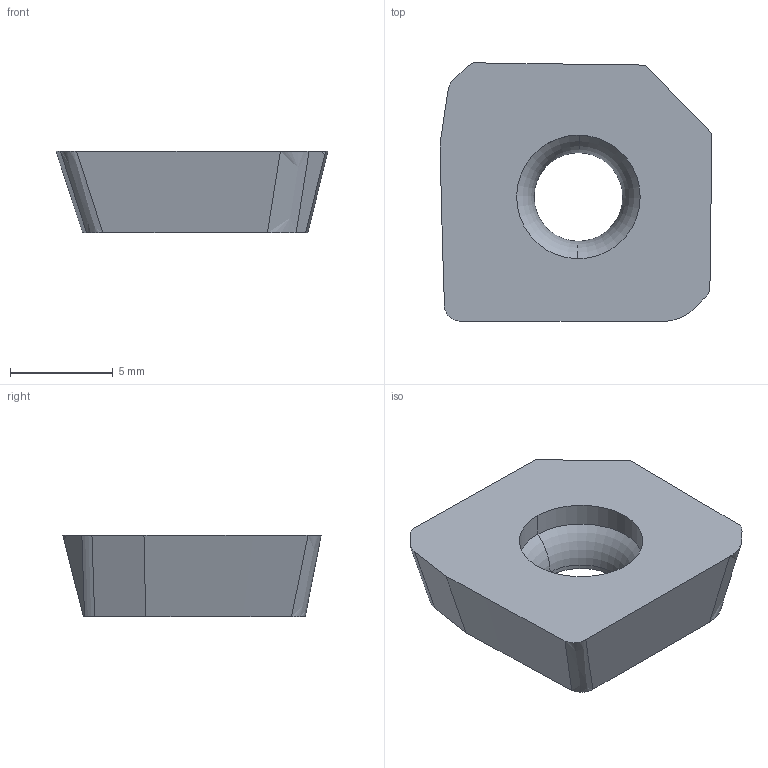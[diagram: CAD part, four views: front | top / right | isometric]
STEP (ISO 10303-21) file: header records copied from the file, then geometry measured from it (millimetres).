
FILE_DESCRIPTION(/* description */ (''),/* implementation_level */ '2;1');
FILE_NAME(/* name */ 'WOEW12T308PETR8C.stp',/* time_stamp */ '2021-09-07T08:28:36+09:00',/* author */ (''),/* organization */ (''),/* preprocessor_version */ 'ST-DEVELOPER v16',/* originating_system */ 'SIEMENS PLM Software NX 10.0',/* authorisation */ '');
FILE_SCHEMA (('AUTOMOTIVE_DESIGN { 1 0 10303 214 3 1 1 1 }'));
Length unit declared in the file: millimetre
Products named in the file (1): WOEW12T308PETR8C
Bounding box: 13.2 x 12.54 x 3.97 mm (x, y, z)
Volume: 427.8 mm3; surface area: 474.4 mm2
Topology: 1 solids, 1 shells, 24 faces, 72 edges, 66 vertices
Faces by surface type: plane 10, cylinder 7, cone 3, extrusion 2, torus 2
Entity records: 978 total; most frequent: CARTESIAN_POINT 239, DIRECTION 140, ORIENTED_EDGE 118, EDGE_CURVE 59, AXIS2_PLACEMENT_3D 51, VERTEX_POINT 38, VECTOR 38, LINE 36
